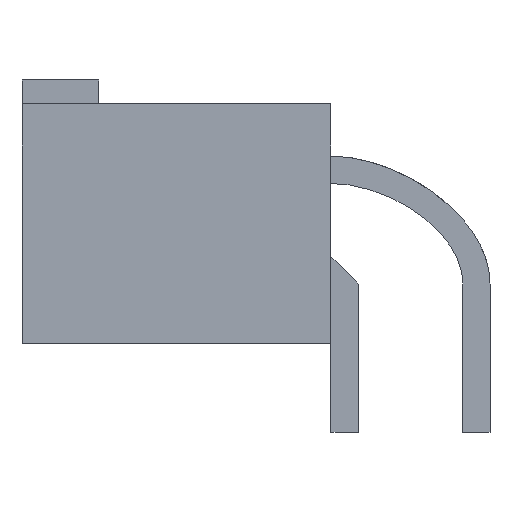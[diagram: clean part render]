
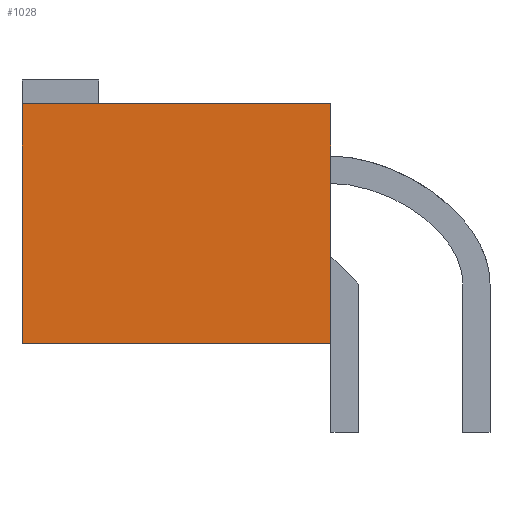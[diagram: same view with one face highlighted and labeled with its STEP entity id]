
A CAD part, front view. The second image highlights one B-rep face of the part: STEP entity #1028.
In plain terms, the highlighted planar face has unit normal (0, -1, 0).
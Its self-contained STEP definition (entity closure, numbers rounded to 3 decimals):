
#84 = VECTOR ( 'NONE', #410, 1000. ) ;
#98 = CARTESIAN_POINT ( 'NONE',  ( 0., -2.75, 10. ) ) ;
#123 = CARTESIAN_POINT ( 'NONE',  ( 0., -2.75, 10. ) ) ;
#198 = LINE ( 'NONE', #592, #594 ) ;
#248 = CARTESIAN_POINT ( 'NONE',  ( 0., -2.75, 0. ) ) ;
#314 = LINE ( 'NONE', #978, #84 ) ;
#315 = ORIENTED_EDGE ( 'NONE', *, *, #1227, .T. ) ;
#357 = CARTESIAN_POINT ( 'NONE',  ( 0., -2.75, 10. ) ) ;
#407 = EDGE_CURVE ( 'NONE', #1211, #1113, #198, .T. ) ;
#410 = DIRECTION ( 'NONE',  ( 1., 0., 0. ) ) ;
#423 = EDGE_CURVE ( 'NONE', #813, #1211, #314, .T. ) ;
#458 = FACE_OUTER_BOUND ( 'NONE', #711, .T. ) ;
#493 = VECTOR ( 'NONE', #1063, 1000. ) ;
#543 = EDGE_CURVE ( 'NONE', #1000, #1113, #930, .T. ) ;
#592 = CARTESIAN_POINT ( 'NONE',  ( 12.9, -2.75, 10. ) ) ;
#594 = VECTOR ( 'NONE', #812, 1000. ) ;
#671 = ORIENTED_EDGE ( 'NONE', *, *, #423, .F. ) ;
#687 = CARTESIAN_POINT ( 'NONE',  ( 12.9, -2.75, 10. ) ) ;
#711 = EDGE_LOOP ( 'NONE', ( #920, #1094, #671, #315 ) ) ;
#812 = DIRECTION ( 'NONE',  ( 0., 0., -1. ) ) ;
#813 = VERTEX_POINT ( 'NONE', #98 ) ;
#871 = AXIS2_PLACEMENT_3D ( 'NONE', #357, #1199, #1020 ) ;
#920 = ORIENTED_EDGE ( 'NONE', *, *, #543, .T. ) ;
#930 = LINE ( 'NONE', #1197, #1058 ) ;
#937 = DIRECTION ( 'NONE',  ( 1., 0., 0. ) ) ;
#953 = CARTESIAN_POINT ( 'NONE',  ( 12.9, -2.75, 0. ) ) ;
#978 = CARTESIAN_POINT ( 'NONE',  ( 0., -2.75, 10. ) ) ;
#983 = LINE ( 'NONE', #123, #493 ) ;
#1000 = VERTEX_POINT ( 'NONE', #248 ) ;
#1020 = DIRECTION ( 'NONE',  ( -1., 0., 0. ) ) ;
#1028 = ADVANCED_FACE ( 'NONE', ( #458 ), #1102, .F. ) ;
#1058 = VECTOR ( 'NONE', #937, 1000. ) ;
#1063 = DIRECTION ( 'NONE',  ( 0., 0., -1. ) ) ;
#1094 = ORIENTED_EDGE ( 'NONE', *, *, #407, .F. ) ;
#1102 = PLANE ( 'NONE',  #871 ) ;
#1113 = VERTEX_POINT ( 'NONE', #953 ) ;
#1197 = CARTESIAN_POINT ( 'NONE',  ( 0., -2.75, 0. ) ) ;
#1199 = DIRECTION ( 'NONE',  ( 0., 1., 0. ) ) ;
#1211 = VERTEX_POINT ( 'NONE', #687 ) ;
#1227 = EDGE_CURVE ( 'NONE', #813, #1000, #983, .T. ) ;
